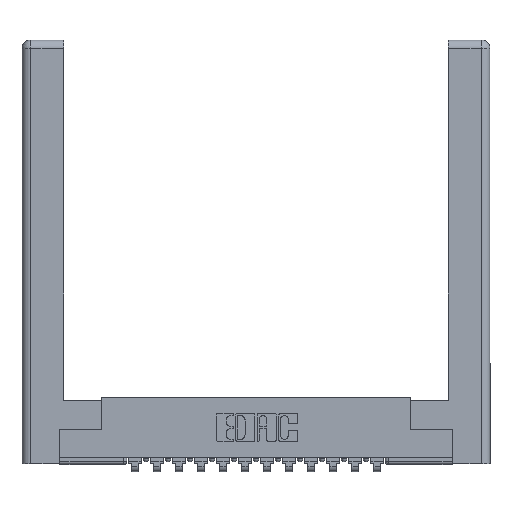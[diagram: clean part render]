
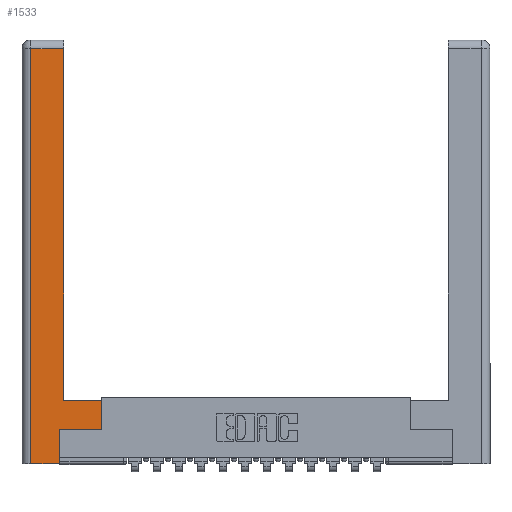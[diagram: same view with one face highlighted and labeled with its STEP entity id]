
A CAD part, top view. The second image highlights one B-rep face of the part: STEP entity #1533.
In plain terms, the highlighted planar face has unit normal (0, 0, 1).
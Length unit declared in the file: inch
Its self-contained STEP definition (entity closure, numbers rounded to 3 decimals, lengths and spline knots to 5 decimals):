
#523 = ORIENTED_EDGE ( 'NONE', *, *, #3818, .T. ) ;
#553 = DIRECTION ( 'NONE',  ( -1., 0., 0. ) ) ;
#879 = EDGE_LOOP ( 'NONE', ( #15306, #1912, #3416, #17228, #6142, #523, #1648, #8354 ) ) ;
#1051 = EDGE_CURVE ( 'NONE', #5181, #4508, #9043, .T. ) ;
#1101 = DIRECTION ( 'NONE',  ( 0., 1., 0. ) ) ;
#1340 = LINE ( 'NONE', #9166, #12330 ) ;
#1388 = CARTESIAN_POINT ( 'NONE',  ( 0.265, 0.245, 0. ) ) ;
#1411 = CARTESIAN_POINT ( 'NONE',  ( 0.295, 0.45, 0. ) ) ;
#1533 = ADVANCED_FACE ( 'NONE', ( #4736 ), #8833, .F. ) ;
#1594 = CARTESIAN_POINT ( 'NONE',  ( 0.295, 0.45, 0. ) ) ;
#1648 = ORIENTED_EDGE ( 'NONE', *, *, #10846, .T. ) ;
#1912 = ORIENTED_EDGE ( 'NONE', *, *, #9304, .T. ) ;
#2231 = DIRECTION ( 'NONE',  ( 0., -1., 0. ) ) ;
#2620 = CARTESIAN_POINT ( 'NONE',  ( 0.0615, 0., 0. ) ) ;
#2644 = CARTESIAN_POINT ( 'NONE',  ( 0.565, 0.245, 0. ) ) ;
#2656 = VECTOR ( 'NONE', #553, 39.37008 ) ;
#3416 = ORIENTED_EDGE ( 'NONE', *, *, #1051, .T. ) ;
#3471 = EDGE_CURVE ( 'NONE', #5887, #13075, #3605, .T. ) ;
#3540 = VECTOR ( 'NONE', #8647, 39.37008 ) ;
#3605 = LINE ( 'NONE', #1411, #11255 ) ;
#3621 = CARTESIAN_POINT ( 'NONE',  ( 0.0615, 0., 0. ) ) ;
#3818 = EDGE_CURVE ( 'NONE', #9050, #5231, #6105, .T. ) ;
#4235 = LINE ( 'NONE', #1388, #12071 ) ;
#4508 = VERTEX_POINT ( 'NONE', #2620 ) ;
#4580 = EDGE_CURVE ( 'NONE', #12890, #9050, #4235, .T. ) ;
#4736 = FACE_OUTER_BOUND ( 'NONE', #879, .T. ) ;
#4802 = LINE ( 'NONE', #7338, #3540 ) ;
#5181 = VERTEX_POINT ( 'NONE', #15417 ) ;
#5231 = VERTEX_POINT ( 'NONE', #8889 ) ;
#5682 = DIRECTION ( 'NONE',  ( 1., 0., 0. ) ) ;
#5785 = EDGE_CURVE ( 'NONE', #13075, #10684, #4802, .T. ) ;
#5792 = LINE ( 'NONE', #8613, #2656 ) ;
#5887 = VERTEX_POINT ( 'NONE', #8756 ) ;
#6105 = LINE ( 'NONE', #2644, #15059 ) ;
#6142 = ORIENTED_EDGE ( 'NONE', *, *, #4580, .T. ) ;
#6174 = CARTESIAN_POINT ( 'NONE',  ( 0.265, 0., 0. ) ) ;
#6217 = CARTESIAN_POINT ( 'NONE',  ( 0., 0., 0. ) ) ;
#6838 = CARTESIAN_POINT ( 'NONE',  ( 0.265, 0.245, 0. ) ) ;
#7136 = LINE ( 'NONE', #12291, #9909 ) ;
#7338 = CARTESIAN_POINT ( 'NONE',  ( 0.295, 3., 0. ) ) ;
#8354 = ORIENTED_EDGE ( 'NONE', *, *, #3471, .T. ) ;
#8613 = CARTESIAN_POINT ( 'NONE',  ( 0.0615, 2.94, 0. ) ) ;
#8647 = DIRECTION ( 'NONE',  ( 0., 1., 0. ) ) ;
#8756 = CARTESIAN_POINT ( 'NONE',  ( 0.565, 0.45, 0. ) ) ;
#8833 = PLANE ( 'NONE',  #10141 ) ;
#8889 = CARTESIAN_POINT ( 'NONE',  ( 0.565, 0.245, 0. ) ) ;
#9043 = LINE ( 'NONE', #3621, #11217 ) ;
#9050 = VERTEX_POINT ( 'NONE', #6838 ) ;
#9166 = CARTESIAN_POINT ( 'NONE',  ( 0.565, 0.45, 0. ) ) ;
#9168 = DIRECTION ( 'NONE',  ( 1., 0., 0. ) ) ;
#9304 = EDGE_CURVE ( 'NONE', #10684, #5181, #5792, .T. ) ;
#9909 = VECTOR ( 'NONE', #5682, 39.37008 ) ;
#10141 = AXIS2_PLACEMENT_3D ( 'NONE', #6217, #13070, #12896 ) ;
#10211 = CARTESIAN_POINT ( 'NONE',  ( 0.295, 2.94, 0. ) ) ;
#10684 = VERTEX_POINT ( 'NONE', #10211 ) ;
#10846 = EDGE_CURVE ( 'NONE', #5231, #5887, #1340, .T. ) ;
#11217 = VECTOR ( 'NONE', #2231, 39.37008 ) ;
#11255 = VECTOR ( 'NONE', #13677, 39.37008 ) ;
#12071 = VECTOR ( 'NONE', #13423, 39.37008 ) ;
#12291 = CARTESIAN_POINT ( 'NONE',  ( 0.265, 0., 0. ) ) ;
#12330 = VECTOR ( 'NONE', #1101, 39.37008 ) ;
#12890 = VERTEX_POINT ( 'NONE', #6174 ) ;
#12896 = DIRECTION ( 'NONE',  ( -1., 0., 0. ) ) ;
#13070 = DIRECTION ( 'NONE',  ( 0., 0., -1. ) ) ;
#13075 = VERTEX_POINT ( 'NONE', #1594 ) ;
#13340 = EDGE_CURVE ( 'NONE', #4508, #12890, #7136, .T. ) ;
#13423 = DIRECTION ( 'NONE',  ( 0., 1., 0. ) ) ;
#13677 = DIRECTION ( 'NONE',  ( -1., 0., 0. ) ) ;
#15059 = VECTOR ( 'NONE', #9168, 39.37008 ) ;
#15306 = ORIENTED_EDGE ( 'NONE', *, *, #5785, .T. ) ;
#15417 = CARTESIAN_POINT ( 'NONE',  ( 0.0615, 2.94, 0. ) ) ;
#17228 = ORIENTED_EDGE ( 'NONE', *, *, #13340, .T. ) ;
